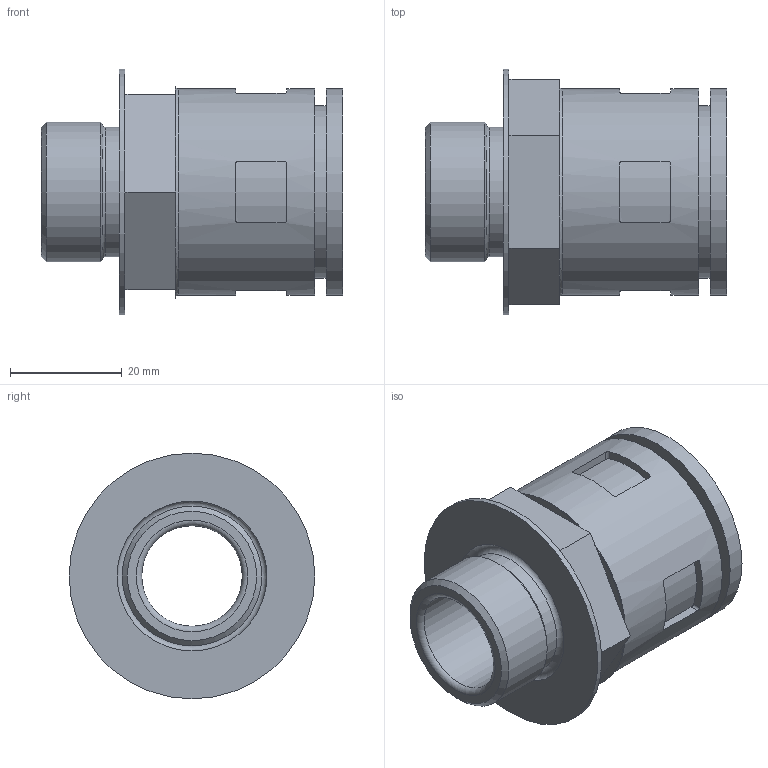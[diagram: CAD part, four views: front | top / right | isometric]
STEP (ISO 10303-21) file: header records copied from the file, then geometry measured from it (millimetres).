
FILE_DESCRIPTION( ( 'STEP AP203' ), '1' );
FILE_NAME( 'FLEXA RQGK-M 5107.028.225.stp', '2020-03-25T09:54:45', ( 'License CC BY-ND 4.0' ), ( 'CADENAS' ), ' ', 'PARTsolutions', ' ' );
FILE_SCHEMA( ( 'CONFIG_CONTROL_DESIGN' ) );
Length unit declared in the file: millimetre
Products named in the file (1): _FLEXA RQGK-M 5107.028.225
Bounding box: 54 x 44 x 44 mm (x, y, z)
Volume: 22156.6 mm3; surface area: 13520.8 mm2
Topology: 1 solids, 1 shells, 78 faces, 182 edges, 114 vertices
Faces by surface type: plane 41, cylinder 28, torus 7, cone 2
Full cylindrical faces by diameter (mm): 18 x1, 23.16 x1, 25 x1, 28.5 x1, 30.95 x1, 37 x2, 44 x1
Entity records: 2228 total; most frequent: CARTESIAN_POINT 511, DIRECTION 338, ORIENTED_EDGE 322, EDGE_CURVE 161, AXIS2_PLACEMENT_3D 130, VERTEX_POINT 111, EDGE_LOOP 106, FACE_OUTER_BOUND 93
